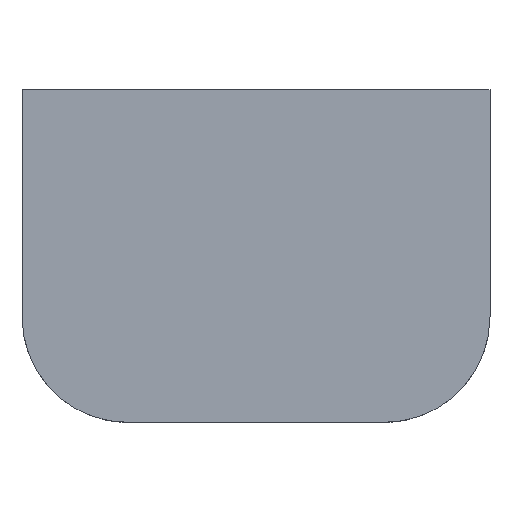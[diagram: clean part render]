
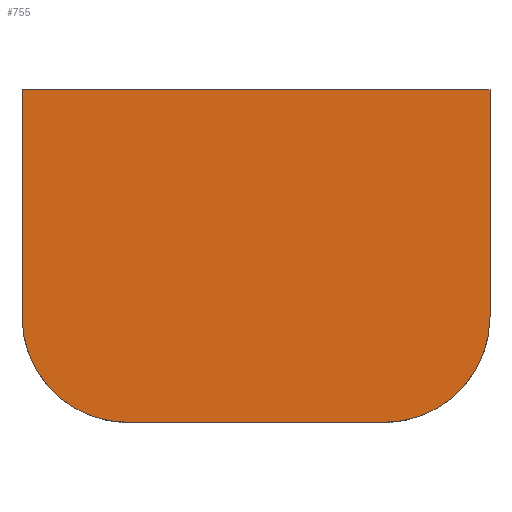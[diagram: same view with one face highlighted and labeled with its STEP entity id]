
A CAD part, top view. The second image highlights one B-rep face of the part: STEP entity #755.
In plain terms, the highlighted planar face has unit normal (0, 0, 1).
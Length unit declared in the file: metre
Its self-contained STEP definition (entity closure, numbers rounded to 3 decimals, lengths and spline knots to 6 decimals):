
#59=LINE('',#1112,#151);
#108=LINE('',#1235,#200);
#110=LINE('',#1239,#202);
#111=LINE('',#1241,#203);
#151=VECTOR('',#894,1.);
#200=VECTOR('',#999,1.);
#202=VECTOR('',#1003,1.);
#203=VECTOR('',#1006,1.);
#380=ORIENTED_EDGE('',*,*,#526,.F.);
#381=ORIENTED_EDGE('',*,*,#527,.T.);
#382=ORIENTED_EDGE('',*,*,#524,.T.);
#383=ORIENTED_EDGE('',*,*,#461,.T.);
#384=ORIENTED_EDGE('',*,*,#465,.T.);
#385=ORIENTED_EDGE('',*,*,#469,.T.);
#461=EDGE_CURVE('',#558,#562,#605,.T.);
#465=EDGE_CURVE('',#562,#566,#59,.T.);
#469=EDGE_CURVE('',#566,#567,#608,.T.);
#524=EDGE_CURVE('',#600,#558,#108,.T.);
#526=EDGE_CURVE('',#601,#567,#110,.T.);
#527=EDGE_CURVE('',#601,#600,#111,.T.);
#558=VERTEX_POINT('',#1092);
#562=VERTEX_POINT('',#1102);
#566=VERTEX_POINT('',#1111);
#567=VERTEX_POINT('',#1120);
#600=VERTEX_POINT('',#1234);
#601=VERTEX_POINT('',#1238);
#605=CIRCLE('',#786,0.0042);
#608=CIRCLE('',#791,0.0042);
#647=EDGE_LOOP('',(#380,#381,#382,#383,#384,#385));
#685=FACE_BOUND('',#647,.T.);
#719=PLANE('',#818);
#755=ADVANCED_FACE('',(#685),#719,.T.);
#786=AXIS2_PLACEMENT_3D('',#1103,#886,#887);
#791=AXIS2_PLACEMENT_3D('',#1121,#900,#901);
#818=AXIS2_PLACEMENT_3D('',#1240,#1004,#1005);
#886=DIRECTION('',(0.,0.,1.));
#887=DIRECTION('',(1.,0.,0.));
#894=DIRECTION('',(1.,0.,0.));
#900=DIRECTION('',(0.,0.,1.));
#901=DIRECTION('',(1.,0.,0.));
#999=DIRECTION('',(0.,-1.,0.));
#1003=DIRECTION('',(0.,-1.,0.));
#1004=DIRECTION('',(0.,0.,1.));
#1005=DIRECTION('',(1.,0.,0.));
#1006=DIRECTION('',(-1.,0.,0.));
#1092=CARTESIAN_POINT('',(0.01515,-0.01205,0.0054));
#1102=CARTESIAN_POINT('',(0.01935,-0.01625,0.0054));
#1103=CARTESIAN_POINT('',(0.01935,-0.01205,0.0054));
#1111=CARTESIAN_POINT('',(0.02955,-0.01625,0.0054));
#1112=CARTESIAN_POINT('',(0.02445,-0.01625,0.0054));
#1120=CARTESIAN_POINT('',(0.03375,-0.01205,0.0054));
#1121=CARTESIAN_POINT('',(0.02955,-0.01205,0.0054));
#1234=CARTESIAN_POINT('',(0.01515,-0.003025,0.0054));
#1235=CARTESIAN_POINT('',(0.01515,0.,0.0054));
#1238=CARTESIAN_POINT('',(0.03375,-0.003025,0.0054));
#1239=CARTESIAN_POINT('',(0.03375,0.,0.0054));
#1240=CARTESIAN_POINT('',(0.02445,0.,0.0054));
#1241=CARTESIAN_POINT('',(0.02445,-0.003025,0.0054));
